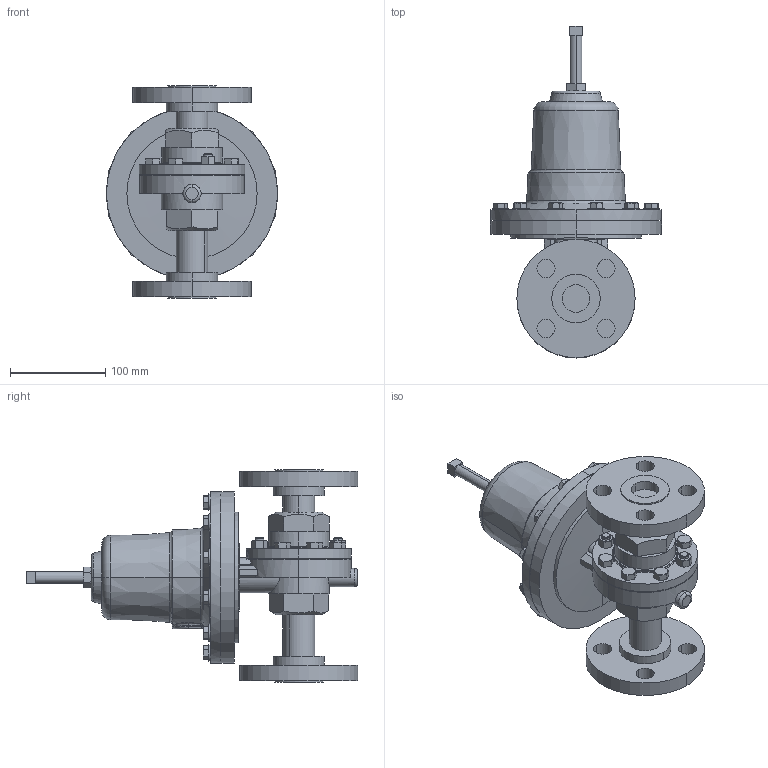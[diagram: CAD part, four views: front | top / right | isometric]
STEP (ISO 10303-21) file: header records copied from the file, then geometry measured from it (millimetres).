
FILE_DESCRIPTION (( 'STEP AP203' ), '1' );
FILE_NAME ('60-100-DI+BR-F3.STEP', '2017-07-20T17:04:33', ( '' ), ( '' ), 'SwSTEP 2.0', 'SolidWorks 2014', '' );
FILE_SCHEMA (( 'CONFIG_CONTROL_DESIGN' ));
Length unit declared in the file: inch
Products named in the file (2): 60-100-DI+BR-F3
Bounding box: 179.32 x 347.73 x 222.25 mm (x, y, z)
Volume: 2567730.2 mm3; surface area: 255332.9 mm2
Topology: 1 solids, 1 shells, 647 faces, 1552 edges, 960 vertices
Faces by surface type: plane 266, cone 165, cylinder 144, bspline 47, torus 23, sphere 2
Entity records: 27965 total; most frequent: CARTESIAN_POINT 13231, ORIENTED_EDGE 3104, DIRECTION 2905, EDGE_CURVE 1552, AXIS2_PLACEMENT_3D 1186, VERTEX_POINT 960, EDGE_LOOP 754, ADVANCED_FACE 647
